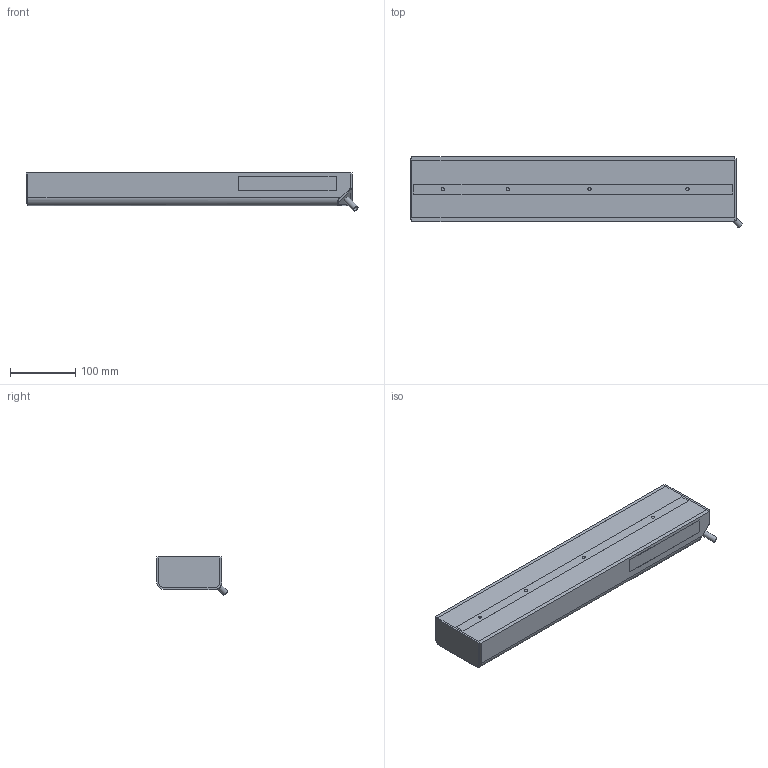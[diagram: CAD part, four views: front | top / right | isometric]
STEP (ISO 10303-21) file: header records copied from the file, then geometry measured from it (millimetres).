
FILE_DESCRIPTION(/* description */ (''),/* implementation_level */ '2;1');
FILE_NAME(/* name */ 'EHKAC05000 - Customer.stp',/* time_stamp */ '2014-03-03T15:27:49+01:00',/* author */ ('bs'),/* organization */ (''),/* preprocessor_version */ 'ST-DEVELOPER v15.2',/* originating_system */ 'Autodesk Inventor 2014',/* authorisation */ '');
FILE_SCHEMA (('AUTOMOTIVE_DESIGN { 1 0 10303 214 3 1 1 }'));
Length unit declared in the file: millimetre
Products named in the file (1): EHKAC05000 - Customer
Bounding box: 508.6 x 108.33 x 58.29 mm (x, y, z)
Volume: 2457921.1 mm3; surface area: 173701.5 mm2
Topology: 1 solids, 1 shells, 150 faces, 360 edges, 242 vertices
Faces by surface type: plane 97, cylinder 33, bspline 8, cone 8, torus 4
Full cylindrical faces by diameter (mm): 6 x4, 6.6 x4, 6.647 x6, 7.5 x1, 9 x3, 12 x4
Entity records: 5161 total; most frequent: CARTESIAN_POINT 1697, DIRECTION 647, ORIENTED_EDGE 616, EDGE_CURVE 308, AXIS2_PLACEMENT_3D 225, VERTEX_POINT 224, EDGE_LOOP 216, LINE 197
